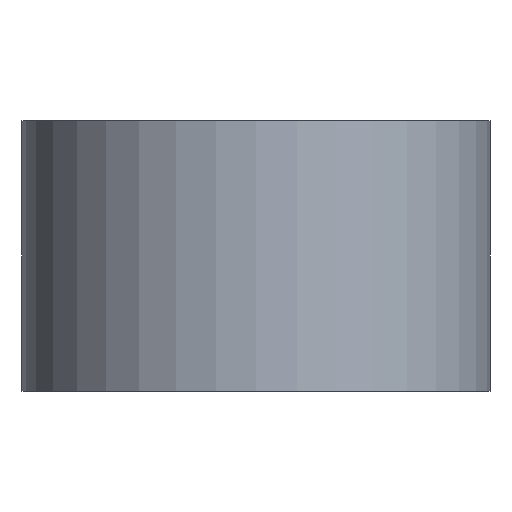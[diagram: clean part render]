
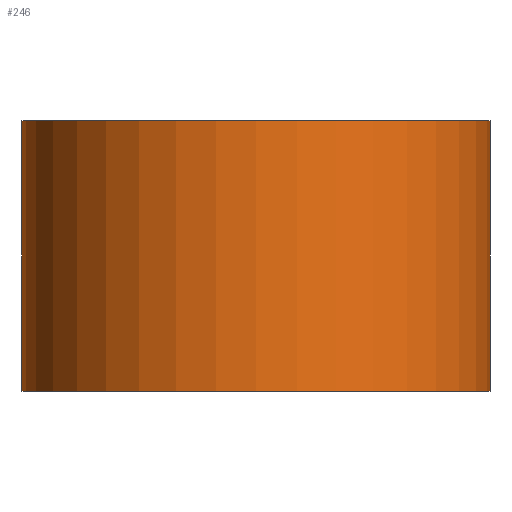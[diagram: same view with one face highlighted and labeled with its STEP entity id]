
A CAD part, front view. The second image highlights one B-rep face of the part: STEP entity #246.
In plain terms, the highlighted cylindrical face has radius 12.428 mm (diameter 24.856 mm), a partial arc.
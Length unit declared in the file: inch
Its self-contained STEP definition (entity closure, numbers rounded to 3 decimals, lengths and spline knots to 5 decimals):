
#25=CIRCLE('',#280,0.48929);
#26=CIRCLE('',#281,0.48929);
#32=CYLINDRICAL_SURFACE('',#279,0.48929);
#41=FACE_OUTER_BOUND('',#54,.T.);
#54=EDGE_LOOP('',(#193,#194,#195,#196));
#79=LINE('',#405,#102);
#80=LINE('',#411,#103);
#102=VECTOR('',#332,0.3937);
#103=VECTOR('',#339,0.3937);
#124=VERTEX_POINT('',#401);
#125=VERTEX_POINT('',#403);
#126=VERTEX_POINT('',#407);
#127=VERTEX_POINT('',#409);
#153=EDGE_CURVE('',#124,#125,#79,.T.);
#154=EDGE_CURVE('',#126,#124,#25,.T.);
#155=EDGE_CURVE('',#127,#125,#26,.T.);
#156=EDGE_CURVE('',#126,#127,#80,.T.);
#193=ORIENTED_EDGE('',*,*,#154,.T.);
#194=ORIENTED_EDGE('',*,*,#153,.T.);
#195=ORIENTED_EDGE('',*,*,#155,.F.);
#196=ORIENTED_EDGE('',*,*,#156,.F.);
#246=ADVANCED_FACE('',(#41),#32,.T.);
#279=AXIS2_PLACEMENT_3D('',#406,#333,#334);
#280=AXIS2_PLACEMENT_3D('',#408,#335,#336);
#281=AXIS2_PLACEMENT_3D('',#410,#337,#338);
#332=DIRECTION('',(0.,0.,1.));
#333=DIRECTION('center_axis',(0.,0.,1.));
#334=DIRECTION('ref_axis',(1.,0.,0.));
#335=DIRECTION('center_axis',(0.,0.,1.));
#336=DIRECTION('ref_axis',(1.,0.,0.));
#337=DIRECTION('center_axis',(0.,0.,1.));
#338=DIRECTION('ref_axis',(1.,0.,0.));
#339=DIRECTION('',(0.,0.,1.));
#401=CARTESIAN_POINT('',(0.48929,0.00112,0.));
#403=CARTESIAN_POINT('',(0.48929,0.00112,0.566));
#405=CARTESIAN_POINT('',(0.48929,0.00112,0.));
#406=CARTESIAN_POINT('Origin',(0.,0.,0.));
#407=CARTESIAN_POINT('',(-0.48929,0.,0.));
#408=CARTESIAN_POINT('Origin',(0.,0.,0.));
#409=CARTESIAN_POINT('',(-0.48929,0.,0.566));
#410=CARTESIAN_POINT('Origin',(0.,0.,0.566));
#411=CARTESIAN_POINT('',(-0.48929,0.,0.));
